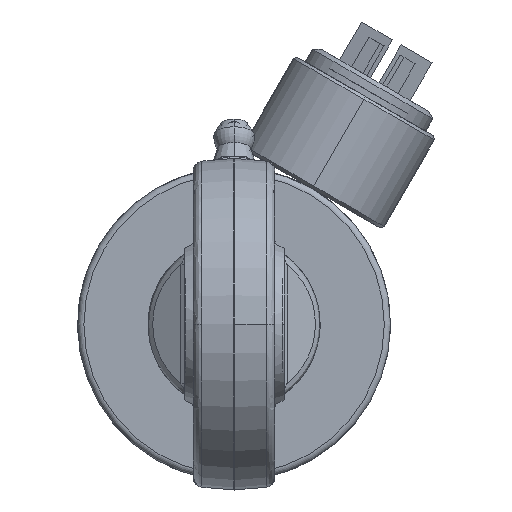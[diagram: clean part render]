
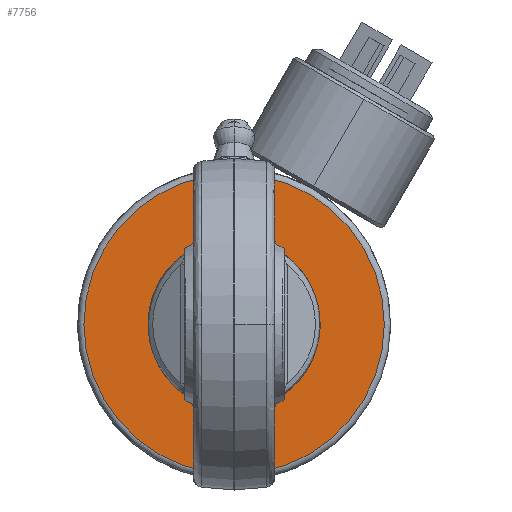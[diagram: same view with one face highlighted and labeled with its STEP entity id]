
A CAD part, left-side view. The second image highlights one B-rep face of the part: STEP entity #7756.
In plain terms, the highlighted planar face has unit normal (-1, 0, 0).
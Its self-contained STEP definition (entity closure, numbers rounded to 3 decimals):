
#100 = CARTESIAN_POINT ( 'NONE',  ( -8., 0., -2. ) ) ;
#262 = EDGE_LOOP ( 'NONE', ( #8978, #5591 ) ) ;
#1079 = VERTEX_POINT ( 'NONE', #13926 ) ;
#1156 = FACE_OUTER_BOUND ( 'NONE', #262, .T. ) ;
#1497 = CIRCLE ( 'NONE', #8291, 2. ) ;
#1632 = DIRECTION ( 'NONE',  ( 0., 0., 1. ) ) ;
#2002 = DIRECTION ( 'NONE',  ( 1., 0., 0. ) ) ;
#2083 = VERTEX_POINT ( 'NONE', #100 ) ;
#2103 = CARTESIAN_POINT ( 'NONE',  ( -8., 0., 0. ) ) ;
#2557 = VERTEX_POINT ( 'NONE', #10257 ) ;
#2981 = DIRECTION ( 'NONE',  ( 0., 0., 1. ) ) ;
#3182 = FACE_BOUND ( 'NONE', #15252, .T. ) ;
#3254 = DIRECTION ( 'NONE',  ( -1., 0., 0. ) ) ;
#3502 = ORIENTED_EDGE ( 'NONE', *, *, #15068, .T. ) ;
#5591 = ORIENTED_EDGE ( 'NONE', *, *, #11300, .T. ) ;
#5707 = DIRECTION ( 'NONE',  ( 1., 0., 0. ) ) ;
#7306 = EDGE_CURVE ( 'NONE', #2557, #12361, #11259, .T. ) ;
#7316 = DIRECTION ( 'NONE',  ( 0., 0., 1. ) ) ;
#7421 = AXIS2_PLACEMENT_3D ( 'NONE', #16836, #7512, #7316 ) ;
#7512 = DIRECTION ( 'NONE',  ( -1., 0., 0. ) ) ;
#7709 = AXIS2_PLACEMENT_3D ( 'NONE', #11011, #3254, #1632 ) ;
#7728 = PLANE ( 'NONE',  #18918 ) ;
#7756 = ADVANCED_FACE ( 'NONE', ( #1156, #3182 ), #7728, .T. ) ;
#8291 = AXIS2_PLACEMENT_3D ( 'NONE', #2103, #2002, #11501 ) ;
#8978 = ORIENTED_EDGE ( 'NONE', *, *, #7306, .T. ) ;
#9391 = CARTESIAN_POINT ( 'NONE',  ( -8., 0., -24. ) ) ;
#10257 = CARTESIAN_POINT ( 'NONE',  ( -8., 0., 24. ) ) ;
#10415 = EDGE_CURVE ( 'NONE', #1079, #2083, #1497, .T. ) ;
#10744 = CARTESIAN_POINT ( 'NONE',  ( -8., 0., 24. ) ) ;
#11011 = CARTESIAN_POINT ( 'NONE',  ( -8., 0., 0. ) ) ;
#11182 = AXIS2_PLACEMENT_3D ( 'NONE', #19306, #5707, #13092 ) ;
#11259 = CIRCLE ( 'NONE', #7709, 24. ) ;
#11300 = EDGE_CURVE ( 'NONE', #12361, #2557, #18423, .T. ) ;
#11501 = DIRECTION ( 'NONE',  ( 0., 0., -1. ) ) ;
#12361 = VERTEX_POINT ( 'NONE', #9391 ) ;
#13092 = DIRECTION ( 'NONE',  ( 0., 0., -1. ) ) ;
#13139 = CIRCLE ( 'NONE', #11182, 2. ) ;
#13926 = CARTESIAN_POINT ( 'NONE',  ( -8., 0., 2. ) ) ;
#15068 = EDGE_CURVE ( 'NONE', #2083, #1079, #13139, .T. ) ;
#15252 = EDGE_LOOP ( 'NONE', ( #3502, #19304 ) ) ;
#16836 = CARTESIAN_POINT ( 'NONE',  ( -8., 0., 0. ) ) ;
#18423 = CIRCLE ( 'NONE', #7421, 24. ) ;
#18918 = AXIS2_PLACEMENT_3D ( 'NONE', #10744, #19940, #2981 ) ;
#19304 = ORIENTED_EDGE ( 'NONE', *, *, #10415, .T. ) ;
#19306 = CARTESIAN_POINT ( 'NONE',  ( -8., 0., 0. ) ) ;
#19940 = DIRECTION ( 'NONE',  ( -1., 0., 0. ) ) ;
